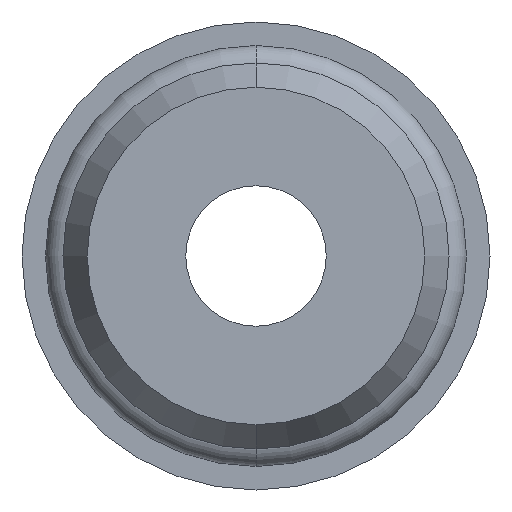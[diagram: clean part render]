
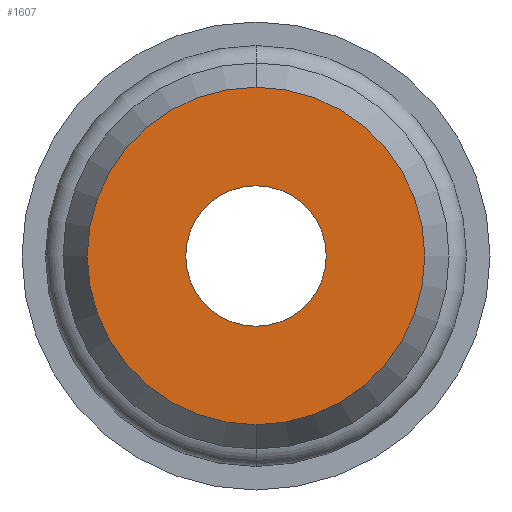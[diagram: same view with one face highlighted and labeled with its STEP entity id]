
A CAD part, front view. The second image highlights one B-rep face of the part: STEP entity #1607.
In plain terms, the highlighted planar face has unit normal (0, -1, 0).
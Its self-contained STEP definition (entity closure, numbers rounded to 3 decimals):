
#216 = DIRECTION ( 'NONE',  ( 0., -1., 0. ) ) ;
#217 = CARTESIAN_POINT ( 'NONE',  ( 0., 0., 0. ) ) ;
#221 = CARTESIAN_POINT ( 'NONE',  ( 0., 0., 0. ) ) ;
#227 = DIRECTION ( 'NONE',  ( 0., 0., -1. ) ) ;
#228 = DIRECTION ( 'NONE',  ( 0., -1., 0. ) ) ;
#238 = FACE_OUTER_BOUND ( 'NONE', #1601, .T. ) ;
#239 = AXIS2_PLACEMENT_3D ( 'NONE', #217, #216, #248 ) ;
#240 = PLANE ( 'NONE',  #239 ) ;
#241 = AXIS2_PLACEMENT_3D ( 'NONE', #221, #228, #227 ) ;
#242 = CIRCLE ( 'NONE', #241, 3. ) ;
#243 = FACE_BOUND ( 'NONE', #1609, .T. ) ;
#244 = CARTESIAN_POINT ( 'NONE',  ( 0., 0., 0. ) ) ;
#245 = AXIS2_PLACEMENT_3D ( 'NONE', #244, #249, #247 ) ;
#247 = DIRECTION ( 'NONE',  ( 0., 0., -1. ) ) ;
#248 = DIRECTION ( 'NONE',  ( 0., 0., -1. ) ) ;
#249 = DIRECTION ( 'NONE',  ( 0., -1., 0. ) ) ;
#250 = CIRCLE ( 'NONE', #245, 7.211 ) ;
#1397 = EDGE_CURVE ( 'NONE', #1399, #1398, #1413, .T. ) ;
#1398 = VERTEX_POINT ( 'NONE', #1425 ) ;
#1399 = VERTEX_POINT ( 'NONE', #1439 ) ;
#1413 = CIRCLE ( 'NONE', #1450, 3. ) ;
#1414 = DIRECTION ( 'NONE',  ( 0., 0., -1. ) ) ;
#1415 = DIRECTION ( 'NONE',  ( 0., -1., 0. ) ) ;
#1416 = CARTESIAN_POINT ( 'NONE',  ( 0., 0., 0. ) ) ;
#1420 = CARTESIAN_POINT ( 'NONE',  ( 0., 0., -7.211 ) ) ;
#1425 = CARTESIAN_POINT ( 'NONE',  ( 0., 0., -3. ) ) ;
#1435 = DIRECTION ( 'NONE',  ( 0., -1., 0. ) ) ;
#1438 = DIRECTION ( 'NONE',  ( 0., 0., -1. ) ) ;
#1439 = CARTESIAN_POINT ( 'NONE',  ( 0., 0., 3. ) ) ;
#1440 = CARTESIAN_POINT ( 'NONE',  ( 0., 0., 0. ) ) ;
#1445 = AXIS2_PLACEMENT_3D ( 'NONE', #1416, #1415, #1414 ) ;
#1447 = EDGE_CURVE ( 'NONE', #1448, #1465, #1471, .T. ) ;
#1448 = VERTEX_POINT ( 'NONE', #1420 ) ;
#1450 = AXIS2_PLACEMENT_3D ( 'NONE', #1440, #1435, #1438 ) ;
#1465 = VERTEX_POINT ( 'NONE', #1561 ) ;
#1471 = CIRCLE ( 'NONE', #1445, 7.211 ) ;
#1558 = ORIENTED_EDGE ( 'NONE', *, *, #1447, .T. ) ;
#1561 = CARTESIAN_POINT ( 'NONE',  ( 0., 0., 7.211 ) ) ;
#1600 = EDGE_CURVE ( 'NONE', #1465, #1448, #250, .T. ) ;
#1601 = EDGE_LOOP ( 'NONE', ( #1602, #1558 ) ) ;
#1602 = ORIENTED_EDGE ( 'NONE', *, *, #1600, .T. ) ;
#1603 = ORIENTED_EDGE ( 'NONE', *, *, #1608, .F. ) ;
#1604 = ORIENTED_EDGE ( 'NONE', *, *, #1397, .F. ) ;
#1607 = ADVANCED_FACE ( 'NONE', ( #243, #238 ), #240, .T. ) ;
#1608 = EDGE_CURVE ( 'NONE', #1398, #1399, #242, .T. ) ;
#1609 = EDGE_LOOP ( 'NONE', ( #1603, #1604 ) ) ;
